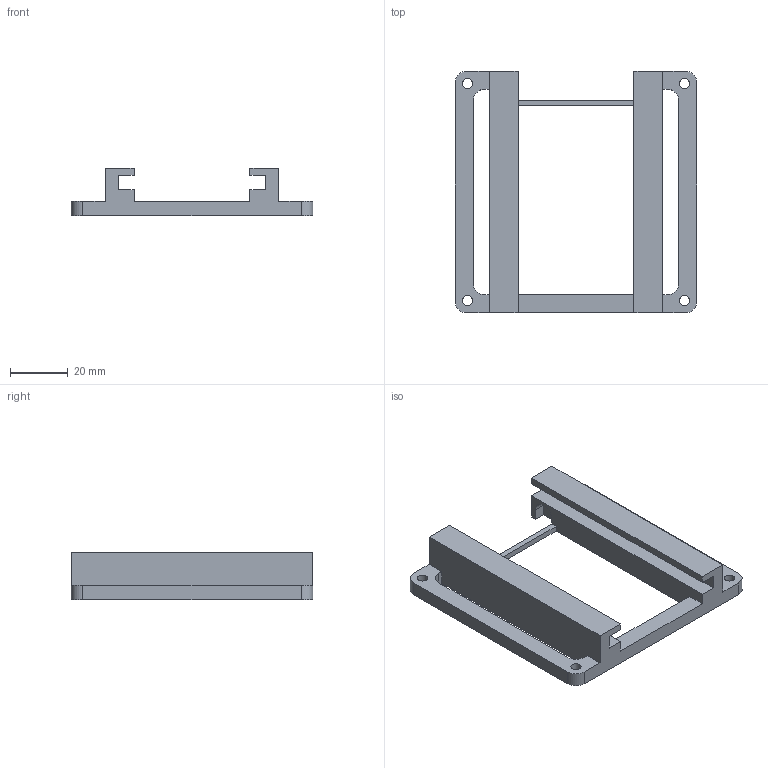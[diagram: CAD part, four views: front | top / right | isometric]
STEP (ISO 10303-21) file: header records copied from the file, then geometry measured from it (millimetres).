
FILE_DESCRIPTION(('FreeCAD Model'),'2;1');
FILE_NAME('Open CASCADE Shape Model','2025-03-21T16:28:35',(''),(''), 'Open CASCADE STEP processor 7.8','FreeCAD','Unknown');
FILE_SCHEMA(('AUTOMOTIVE_DESIGN { 1 0 10303 214 1 1 1 1 }'));
Length unit declared in the file: millimetre
Products named in the file (1): vesa-holder001
Bounding box: 83.5 x 83.5 x 16.5 mm (x, y, z)
Volume: 29629.3 mm3; surface area: 16689.8 mm2
Topology: 1 solids, 1 shells, 51 faces, 156 edges, 104 vertices
Faces by surface type: plane 37, cylinder 14
Full cylindrical faces by diameter (mm): 3.5 x4
Entity records: 1788 total; most frequent: CARTESIAN_POINT 312, ORIENTED_EDGE 312, DIRECTION 288, EDGE_CURVE 156, LINE 128, VECTOR 128, VERTEX_POINT 104, AXIS2_PLACEMENT_3D 80
